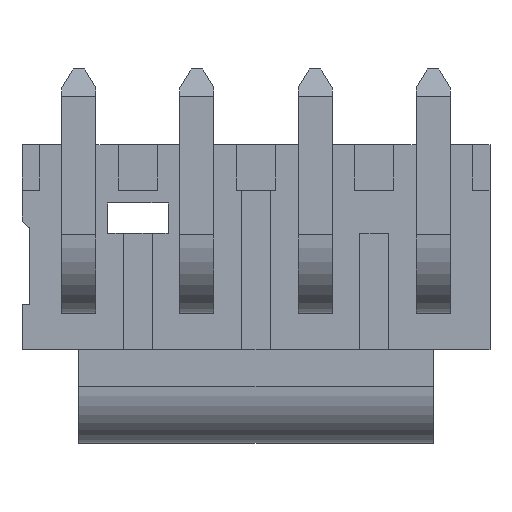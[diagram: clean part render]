
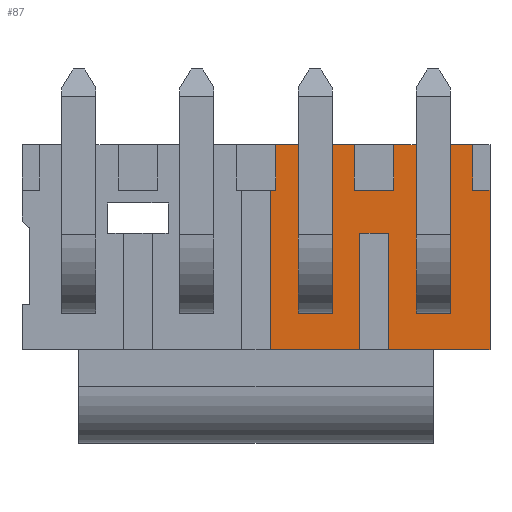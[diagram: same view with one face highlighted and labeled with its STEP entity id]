
A CAD part, front view. The second image highlights one B-rep face of the part: STEP entity #87.
In plain terms, the highlighted planar face has unit normal (0, -1, 0).
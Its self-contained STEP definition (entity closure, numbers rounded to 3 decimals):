
#87=ADVANCED_FACE('',(#279,#280,#281),#282,.T.);
#279=FACE_OUTER_BOUND('',#600,.T.);
#280=FACE_BOUND('',#601,.T.);
#281=FACE_BOUND('',#602,.T.);
#282=PLANE('',#603);
#600=EDGE_LOOP('',(#1103,#1104,#1105,#1106,#1107,#1108,#1109,#1110,#1111,#1112,#1113,#1114,#1115,#1116,#1117,#1118,#1119));
#601=EDGE_LOOP('',(#1120,#1121,#1122,#1123));
#602=EDGE_LOOP('',(#1124,#1125,#1126,#1127));
#603=AXIS2_PLACEMENT_3D('',#1128,#1129,#1130);
#1103=ORIENTED_EDGE('',*,*,#2283,.T.);
#1104=ORIENTED_EDGE('',*,*,#2284,.T.);
#1105=ORIENTED_EDGE('',*,*,#2285,.F.);
#1106=ORIENTED_EDGE('',*,*,#2286,.F.);
#1107=ORIENTED_EDGE('',*,*,#2287,.F.);
#1108=ORIENTED_EDGE('',*,*,#2288,.T.);
#1109=ORIENTED_EDGE('',*,*,#2289,.T.);
#1110=ORIENTED_EDGE('',*,*,#2290,.F.);
#1111=ORIENTED_EDGE('',*,*,#2291,.F.);
#1112=ORIENTED_EDGE('',*,*,#2292,.T.);
#1113=ORIENTED_EDGE('',*,*,#2293,.T.);
#1114=ORIENTED_EDGE('',*,*,#2294,.F.);
#1115=ORIENTED_EDGE('',*,*,#2295,.F.);
#1116=ORIENTED_EDGE('',*,*,#2296,.T.);
#1117=ORIENTED_EDGE('',*,*,#2297,.T.);
#1118=ORIENTED_EDGE('',*,*,#2298,.T.);
#1119=ORIENTED_EDGE('',*,*,#2299,.F.);
#1120=ORIENTED_EDGE('',*,*,#2282,.T.);
#1121=ORIENTED_EDGE('',*,*,#2261,.T.);
#1122=ORIENTED_EDGE('',*,*,#2267,.F.);
#1123=ORIENTED_EDGE('',*,*,#2236,.F.);
#1124=ORIENTED_EDGE('',*,*,#2300,.T.);
#1125=ORIENTED_EDGE('',*,*,#2301,.T.);
#1126=ORIENTED_EDGE('',*,*,#2302,.F.);
#1127=ORIENTED_EDGE('',*,*,#2303,.F.);
#1128=CARTESIAN_POINT('',(-7.849,-1.397,1.918));
#1129=DIRECTION('',(0.0,-1.0,0.0));
#1130=DIRECTION('',(0.0,0.0,-1.0));
#2236=EDGE_CURVE('',#2738,#2740,#2741,.T.);
#2261=EDGE_CURVE('',#2783,#2781,#2784,.T.);
#2267=EDGE_CURVE('',#2740,#2781,#2794,.T.);
#2282=EDGE_CURVE('',#2738,#2783,#2813,.T.);
#2283=EDGE_CURVE('',#2814,#2815,#2816,.T.);
#2284=EDGE_CURVE('',#2815,#2817,#2818,.T.);
#2285=EDGE_CURVE('',#2819,#2817,#2820,.T.);
#2286=EDGE_CURVE('',#2821,#2819,#2822,.T.);
#2287=EDGE_CURVE('',#2823,#2821,#2824,.T.);
#2288=EDGE_CURVE('',#2823,#2825,#2826,.T.);
#2289=EDGE_CURVE('',#2825,#2827,#2828,.T.);
#2290=EDGE_CURVE('',#2829,#2827,#2830,.T.);
#2291=EDGE_CURVE('',#2831,#2829,#2832,.T.);
#2292=EDGE_CURVE('',#2831,#2833,#2834,.T.);
#2293=EDGE_CURVE('',#2833,#2835,#2836,.T.);
#2294=EDGE_CURVE('',#2837,#2835,#2838,.T.);
#2295=EDGE_CURVE('',#2839,#2837,#2840,.T.);
#2296=EDGE_CURVE('',#2839,#2841,#2842,.T.);
#2297=EDGE_CURVE('',#2841,#2843,#2844,.T.);
#2298=EDGE_CURVE('',#2843,#2845,#2846,.T.);
#2299=EDGE_CURVE('',#2814,#2845,#2847,.T.);
#2300=EDGE_CURVE('',#2848,#2849,#2850,.T.);
#2301=EDGE_CURVE('',#2849,#2851,#2852,.T.);
#2302=EDGE_CURVE('',#2853,#2851,#2854,.T.);
#2303=EDGE_CURVE('',#2848,#2853,#2855,.T.);
#2738=VERTEX_POINT('',#3498);
#2740=VERTEX_POINT('',#3501);
#2741=LINE('',#3502,#3503);
#2781=VERTEX_POINT('',#3564);
#2783=VERTEX_POINT('',#3567);
#2784=LINE('',#3568,#3569);
#2794=LINE('',#3583,#3584);
#2813=LINE('',#3617,#3618);
#2814=VERTEX_POINT('',#3619);
#2815=VERTEX_POINT('',#3620);
#2816=LINE('',#3621,#3622);
#2817=VERTEX_POINT('',#3623);
#2818=LINE('',#3624,#3625);
#2819=VERTEX_POINT('',#3626);
#2820=LINE('',#3627,#3628);
#2821=VERTEX_POINT('',#3629);
#2822=LINE('',#3630,#3631);
#2823=VERTEX_POINT('',#3632);
#2824=LINE('',#3633,#3634);
#2825=VERTEX_POINT('',#3635);
#2826=LINE('',#3636,#3637);
#2827=VERTEX_POINT('',#3638);
#2828=LINE('',#3639,#3640);
#2829=VERTEX_POINT('',#3641);
#2830=LINE('',#3642,#3643);
#2831=VERTEX_POINT('',#3644);
#2832=LINE('',#3645,#3646);
#2833=VERTEX_POINT('',#3647);
#2834=LINE('',#3648,#3649);
#2835=VERTEX_POINT('',#3650);
#2836=LINE('',#3651,#3652);
#2837=VERTEX_POINT('',#3653);
#2838=LINE('',#3654,#3655);
#2839=VERTEX_POINT('',#3656);
#2840=LINE('',#3657,#3658);
#2841=VERTEX_POINT('',#3659);
#2842=LINE('',#3660,#3661);
#2843=VERTEX_POINT('',#3662);
#2844=LINE('',#3663,#3664);
#2845=VERTEX_POINT('',#3665);
#2846=LINE('',#3666,#3667);
#2847=LINE('',#3668,#3669);
#2848=VERTEX_POINT('',#3670);
#2849=VERTEX_POINT('',#3671);
#2850=LINE('',#3672,#3673);
#2851=VERTEX_POINT('',#3674);
#2852=LINE('',#3675,#3676);
#2853=VERTEX_POINT('',#3677);
#2854=LINE('',#3678,#3679);
#2855=LINE('',#3680,#3681);
#3498=CARTESIAN_POINT('',(5.372,-1.397,-1.105));
#3501=CARTESIAN_POINT('',(5.372,-1.397,-2.223));
#3502=CARTESIAN_POINT('',(5.372,-1.397,-1.105));
#3503=VECTOR('',#4504,1.118);
#3564=CARTESIAN_POINT('',(6.515,-1.397,-2.223));
#3567=CARTESIAN_POINT('',(6.515,-1.397,-1.105));
#3568=CARTESIAN_POINT('',(6.515,-1.397,-1.105));
#3569=VECTOR('',#4533,1.118);
#3583=CARTESIAN_POINT('',(5.372,-1.397,-2.223));
#3584=VECTOR('',#4541,1.143);
#3617=CARTESIAN_POINT('',(5.372,-1.397,-1.105));
#3618=VECTOR('',#4556,1.143);
#3619=CARTESIAN_POINT('',(4.445,-1.397,-3.442));
#3620=CARTESIAN_POINT('',(5.944,-1.397,-3.442));
#3621=CARTESIAN_POINT('',(4.445,-1.397,-3.442));
#3622=VECTOR('',#4557,1.499);
#3623=CARTESIAN_POINT('',(7.849,-1.397,-3.442));
#3624=CARTESIAN_POINT('',(5.944,-1.397,-3.442));
#3625=VECTOR('',#4558,1.905);
#3626=CARTESIAN_POINT('',(7.849,-1.397,1.918));
#3627=CARTESIAN_POINT('',(7.849,-1.397,1.918));
#3628=VECTOR('',#4559,5.359);
#3629=CARTESIAN_POINT('',(7.264,-1.397,1.918));
#3630=CARTESIAN_POINT('',(7.264,-1.397,1.918));
#3631=VECTOR('',#4560,0.584);
#3632=CARTESIAN_POINT('',(7.264,-1.397,3.442));
#3633=CARTESIAN_POINT('',(7.264,-1.397,3.442));
#3634=VECTOR('',#4561,1.524);
#3635=CARTESIAN_POINT('',(4.623,-1.397,3.442));
#3636=CARTESIAN_POINT('',(7.264,-1.397,3.442));
#3637=VECTOR('',#4562,2.642);
#3638=CARTESIAN_POINT('',(4.623,-1.397,1.918));
#3639=CARTESIAN_POINT('',(4.623,-1.397,3.442));
#3640=VECTOR('',#4563,1.524);
#3641=CARTESIAN_POINT('',(3.302,-1.397,1.918));
#3642=CARTESIAN_POINT('',(3.302,-1.397,1.918));
#3643=VECTOR('',#4564,1.321);
#3644=CARTESIAN_POINT('',(3.302,-1.397,3.442));
#3645=CARTESIAN_POINT('',(3.302,-1.397,3.442));
#3646=VECTOR('',#4565,1.524);
#3647=CARTESIAN_POINT('',(0.66,-1.397,3.442));
#3648=CARTESIAN_POINT('',(3.302,-1.397,3.442));
#3649=VECTOR('',#4566,2.642);
#3650=CARTESIAN_POINT('',(0.66,-1.397,1.918));
#3651=CARTESIAN_POINT('',(0.66,-1.397,3.442));
#3652=VECTOR('',#4567,1.524);
#3653=CARTESIAN_POINT('',(0.483,-1.397,1.918));
#3654=CARTESIAN_POINT('',(0.483,-1.397,1.918));
#3655=VECTOR('',#4568,0.178);
#3656=CARTESIAN_POINT('',(0.483,-1.397,-3.442));
#3657=CARTESIAN_POINT('',(0.483,-1.397,-3.442));
#3658=VECTOR('',#4569,5.359);
#3659=CARTESIAN_POINT('',(3.48,-1.397,-3.442));
#3660=CARTESIAN_POINT('',(0.483,-1.397,-3.442));
#3661=VECTOR('',#4570,2.997);
#3662=CARTESIAN_POINT('',(3.48,-1.397,0.47));
#3663=CARTESIAN_POINT('',(3.48,-1.397,-3.442));
#3664=VECTOR('',#4571,3.912);
#3665=CARTESIAN_POINT('',(4.445,-1.397,0.47));
#3666=CARTESIAN_POINT('',(3.48,-1.397,0.47));
#3667=VECTOR('',#4572,0.965);
#3668=CARTESIAN_POINT('',(4.445,-1.397,-3.442));
#3669=VECTOR('',#4573,3.912);
#3670=CARTESIAN_POINT('',(1.41,-1.397,-1.105));
#3671=CARTESIAN_POINT('',(2.553,-1.397,-1.105));
#3672=CARTESIAN_POINT('',(1.41,-1.397,-1.105));
#3673=VECTOR('',#4574,1.143);
#3674=CARTESIAN_POINT('',(2.553,-1.397,-2.223));
#3675=CARTESIAN_POINT('',(2.553,-1.397,-1.105));
#3676=VECTOR('',#4575,1.118);
#3677=CARTESIAN_POINT('',(1.41,-1.397,-2.223));
#3678=CARTESIAN_POINT('',(1.41,-1.397,-2.223));
#3679=VECTOR('',#4576,1.143);
#3680=CARTESIAN_POINT('',(1.41,-1.397,-1.105));
#3681=VECTOR('',#4577,1.118);
#4504=DIRECTION('',(0.0,0.0,-1.0));
#4533=DIRECTION('',(0.0,0.0,-1.0));
#4541=DIRECTION('',(1.0,0.0,0.0));
#4556=DIRECTION('',(1.0,0.0,0.0));
#4557=DIRECTION('',(1.0,0.0,0.0));
#4558=DIRECTION('',(1.0,0.0,0.0));
#4559=DIRECTION('',(0.0,0.0,-1.0));
#4560=DIRECTION('',(1.0,0.0,0.0));
#4561=DIRECTION('',(0.0,0.0,-1.0));
#4562=DIRECTION('',(-1.0,0.0,0.0));
#4563=DIRECTION('',(0.0,0.0,-1.0));
#4564=DIRECTION('',(1.0,0.0,0.0));
#4565=DIRECTION('',(0.0,0.0,-1.0));
#4566=DIRECTION('',(-1.0,0.0,0.0));
#4567=DIRECTION('',(0.0,0.0,-1.0));
#4568=DIRECTION('',(1.0,0.0,0.0));
#4569=DIRECTION('',(0.0,0.0,1.0));
#4570=DIRECTION('',(1.0,0.0,0.0));
#4571=DIRECTION('',(0.0,0.0,1.0));
#4572=DIRECTION('',(1.0,0.0,0.0));
#4573=DIRECTION('',(0.0,0.0,1.0));
#4574=DIRECTION('',(1.0,0.0,0.0));
#4575=DIRECTION('',(0.0,0.0,-1.0));
#4576=DIRECTION('',(1.0,0.0,0.0));
#4577=DIRECTION('',(0.0,0.0,-1.0));
